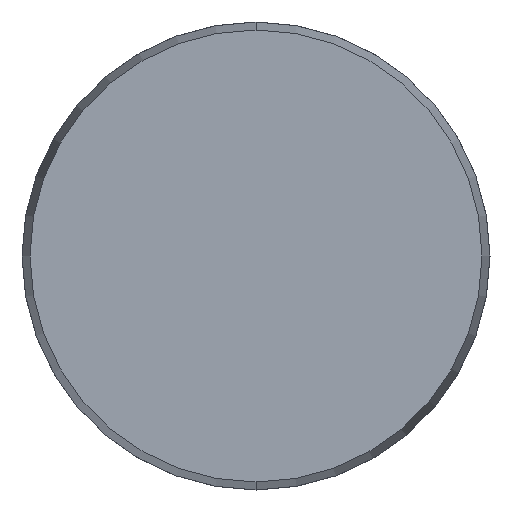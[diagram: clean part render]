
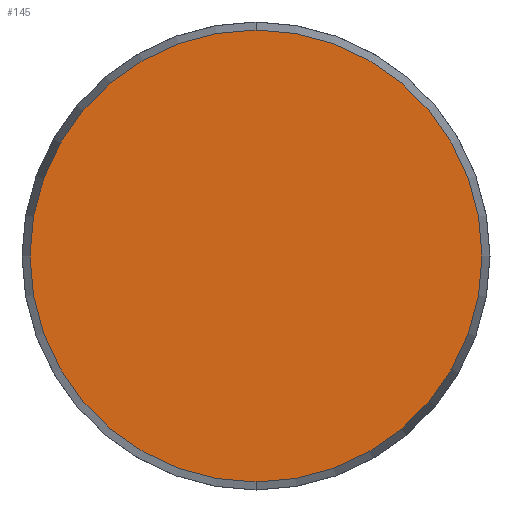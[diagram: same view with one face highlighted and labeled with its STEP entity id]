
A CAD part, front view. The second image highlights one B-rep face of the part: STEP entity #145.
In plain terms, the highlighted planar face has unit normal (0, -1, 0).
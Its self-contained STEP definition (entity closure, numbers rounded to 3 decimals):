
#26 = EDGE_LOOP ( 'NONE', ( #515, #641 ) ) ;
#36 = DIRECTION ( 'NONE',  ( 0., -1., 0. ) ) ;
#74 = AXIS2_PLACEMENT_3D ( 'NONE', #580, #36, #583 ) ;
#110 = CIRCLE ( 'NONE', #674, 24.143 ) ;
#145 = ADVANCED_FACE ( 'NONE', ( #378 ), #163, .F. ) ;
#163 = PLANE ( 'NONE',  #448 ) ;
#167 = CARTESIAN_POINT ( 'NONE',  ( 0., 0., 24.143 ) ) ;
#245 = VERTEX_POINT ( 'NONE', #167 ) ;
#272 = EDGE_CURVE ( 'NONE', #245, #985, #765, .T. ) ;
#314 = DIRECTION ( 'NONE',  ( 0., -1., 0. ) ) ;
#378 = FACE_OUTER_BOUND ( 'NONE', #26, .T. ) ;
#390 = DIRECTION ( 'NONE',  ( 0., 0., 1. ) ) ;
#403 = CARTESIAN_POINT ( 'NONE',  ( 0., 0., 0. ) ) ;
#448 = AXIS2_PLACEMENT_3D ( 'NONE', #557, #543, #390 ) ;
#515 = ORIENTED_EDGE ( 'NONE', *, *, #272, .T. ) ;
#543 = DIRECTION ( 'NONE',  ( 0., 1., 0. ) ) ;
#544 = DIRECTION ( 'NONE',  ( 0., 0., -1. ) ) ;
#557 = CARTESIAN_POINT ( 'NONE',  ( -24.143, 0., 0. ) ) ;
#580 = CARTESIAN_POINT ( 'NONE',  ( 0., 0., 0. ) ) ;
#583 = DIRECTION ( 'NONE',  ( 0., 0., -1. ) ) ;
#586 = EDGE_CURVE ( 'NONE', #985, #245, #110, .T. ) ;
#641 = ORIENTED_EDGE ( 'NONE', *, *, #586, .T. ) ;
#674 = AXIS2_PLACEMENT_3D ( 'NONE', #403, #314, #544 ) ;
#680 = CARTESIAN_POINT ( 'NONE',  ( 0., 0., -24.143 ) ) ;
#765 = CIRCLE ( 'NONE', #74, 24.143 ) ;
#985 = VERTEX_POINT ( 'NONE', #680 ) ;
